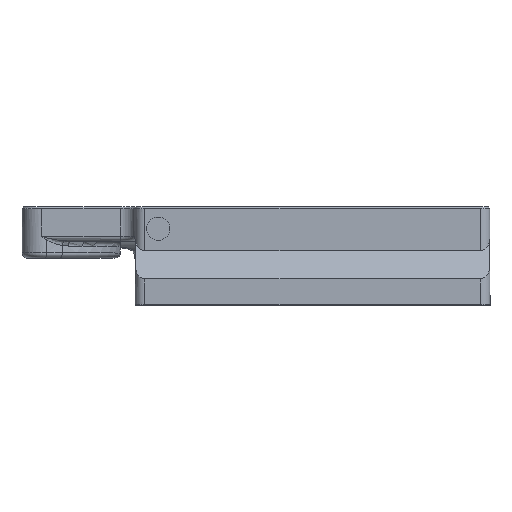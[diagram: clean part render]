
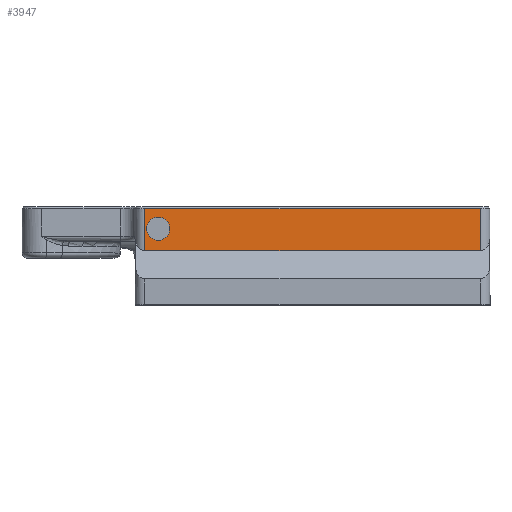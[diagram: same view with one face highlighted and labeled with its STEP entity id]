
A CAD part, top view. The second image highlights one B-rep face of the part: STEP entity #3947.
In plain terms, the highlighted planar face has unit normal (0, 0, 1).
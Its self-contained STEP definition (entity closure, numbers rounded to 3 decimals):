
#68=FACE_BOUND('',#648,.T.);
#233=CIRCLE('',#4218,2.35);
#414=FACE_OUTER_BOUND('',#647,.T.);
#647=EDGE_LOOP('',(#2691,#2692,#2693,#2694));
#648=EDGE_LOOP('',(#2695));
#866=LINE('',#5803,#1227);
#914=LINE('',#5957,#1275);
#915=LINE('',#5961,#1276);
#916=LINE('',#5962,#1277);
#1227=VECTOR('',#4596,10.);
#1275=VECTOR('',#4738,10.);
#1276=VECTOR('',#4743,10.);
#1277=VECTOR('',#4744,10.);
#1585=VERTEX_POINT('',#5796);
#1588=VERTEX_POINT('',#5801);
#1640=VERTEX_POINT('',#5956);
#1641=VERTEX_POINT('',#5960);
#1642=VERTEX_POINT('',#5963);
#1974=EDGE_CURVE('',#1588,#1585,#866,.T.);
#2048=EDGE_CURVE('',#1585,#1640,#914,.T.);
#2050=EDGE_CURVE('',#1641,#1588,#915,.T.);
#2051=EDGE_CURVE('',#1641,#1640,#916,.T.);
#2052=EDGE_CURVE('',#1642,#1642,#233,.T.);
#2691=ORIENTED_EDGE('',*,*,#1974,.F.);
#2692=ORIENTED_EDGE('',*,*,#2050,.F.);
#2693=ORIENTED_EDGE('',*,*,#2051,.T.);
#2694=ORIENTED_EDGE('',*,*,#2048,.F.);
#2695=ORIENTED_EDGE('',*,*,#2052,.F.);
#3817=PLANE('',#4217);
#3947=ADVANCED_FACE('',(#414,#68),#3817,.T.);
#4217=AXIS2_PLACEMENT_3D('',#5959,#4741,#4742);
#4218=AXIS2_PLACEMENT_3D('',#5964,#4745,#4746);
#4596=DIRECTION('',(1.,0.,0.));
#4738=DIRECTION('',(0.,-1.,0.));
#4741=DIRECTION('center_axis',(0.,0.,
1.));
#4742=DIRECTION('ref_axis',(0.,1.,0.));
#4743=DIRECTION('',(0.,1.,0.));
#4744=DIRECTION('',(1.,0.,0.));
#4745=DIRECTION('center_axis',(0.,0.,
1.));
#4746=DIRECTION('ref_axis',(1.,0.,0.));
#5796=CARTESIAN_POINT('',(83.,-18.4,120.096));
#5801=CARTESIAN_POINT('',(14.8,-18.4,120.096));
#5803=CARTESIAN_POINT('',(47.25,-18.4,120.096));
#5956=CARTESIAN_POINT('',(83.,-27.,120.096));
#5957=CARTESIAN_POINT('',(83.,-32.5,120.096));
#5959=CARTESIAN_POINT('Origin',(67.5,-27.,120.096));
#5960=CARTESIAN_POINT('',(14.8,-27.,120.096));
#5961=CARTESIAN_POINT('',(14.8,-22.5,120.096));
#5962=CARTESIAN_POINT('',(67.5,-27.,120.096));
#5963=CARTESIAN_POINT('',(15.15,-22.5,120.096));
#5964=CARTESIAN_POINT('Origin',(17.5,-22.5,120.096));
